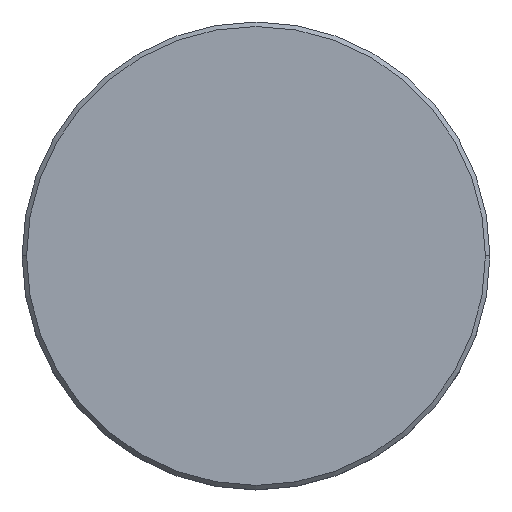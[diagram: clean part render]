
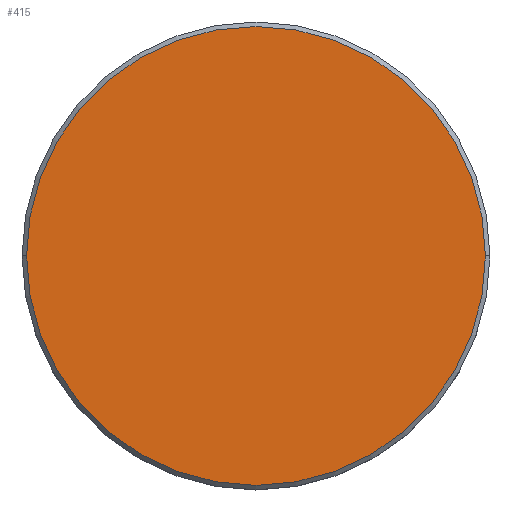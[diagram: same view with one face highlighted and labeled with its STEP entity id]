
A CAD part, top view. The second image highlights one B-rep face of the part: STEP entity #415.
In plain terms, the highlighted planar face has unit normal (0, 0, 1).
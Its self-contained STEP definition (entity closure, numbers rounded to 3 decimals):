
#5 = AXIS2_PLACEMENT_3D ( 'NONE', #1144, #689, #1149 ) ;
#92 = PLANE ( 'NONE',  #442 ) ;
#98 = DIRECTION ( 'NONE',  ( 1., 0., 0. ) ) ;
#100 = CIRCLE ( 'NONE', #639, 25.5 ) ;
#185 = FACE_OUTER_BOUND ( 'NONE', #681, .T. ) ;
#287 = CARTESIAN_POINT ( 'NONE',  ( -25.5, 0., 0. ) ) ;
#306 = CARTESIAN_POINT ( 'NONE',  ( 0., 0., 0. ) ) ;
#369 = ORIENTED_EDGE ( 'NONE', *, *, #624, .T. ) ;
#397 = DIRECTION ( 'NONE',  ( 0., 0., 1. ) ) ;
#415 = ADVANCED_FACE ( 'NONE', ( #185 ), #92, .T. ) ;
#439 = VERTEX_POINT ( 'NONE', #1092 ) ;
#442 = AXIS2_PLACEMENT_3D ( 'NONE', #565, #397, #98 ) ;
#451 = VERTEX_POINT ( 'NONE', #287 ) ;
#565 = CARTESIAN_POINT ( 'NONE',  ( 0., 0., 0. ) ) ;
#624 = EDGE_CURVE ( 'NONE', #451, #439, #1037, .T. ) ;
#639 = AXIS2_PLACEMENT_3D ( 'NONE', #306, #677, #769 ) ;
#677 = DIRECTION ( 'NONE',  ( 0., 0., 1. ) ) ;
#681 = EDGE_LOOP ( 'NONE', ( #369, #755 ) ) ;
#689 = DIRECTION ( 'NONE',  ( 0., 0., 1. ) ) ;
#755 = ORIENTED_EDGE ( 'NONE', *, *, #1136, .T. ) ;
#769 = DIRECTION ( 'NONE',  ( 1., 0., 0. ) ) ;
#1037 = CIRCLE ( 'NONE', #5, 25.5 ) ;
#1092 = CARTESIAN_POINT ( 'NONE',  ( 25.5, 0., 0. ) ) ;
#1136 = EDGE_CURVE ( 'NONE', #439, #451, #100, .T. ) ;
#1144 = CARTESIAN_POINT ( 'NONE',  ( 0., 0., 0. ) ) ;
#1149 = DIRECTION ( 'NONE',  ( 1., 0., 0. ) ) ;
